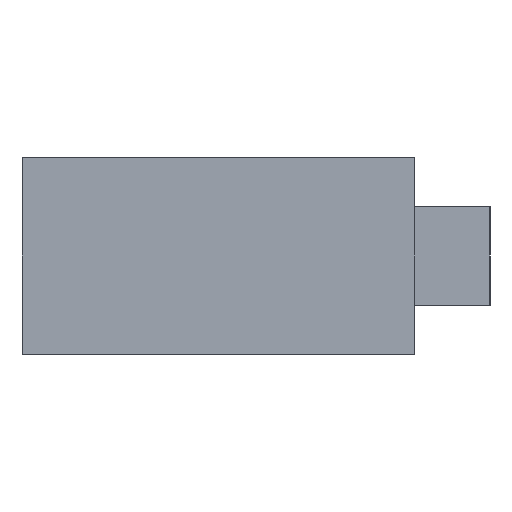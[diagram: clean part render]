
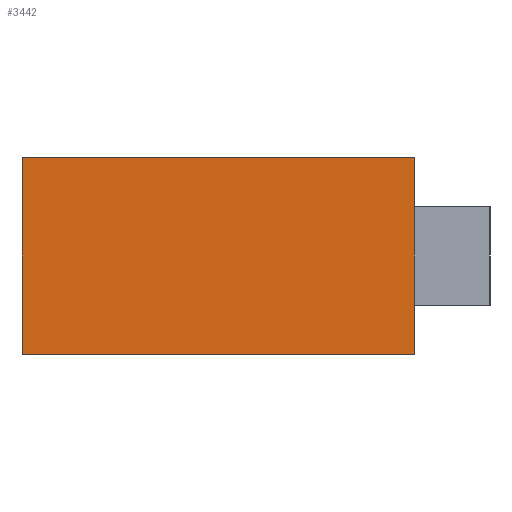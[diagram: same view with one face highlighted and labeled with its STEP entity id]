
A CAD part, left-side view. The second image highlights one B-rep face of the part: STEP entity #3442.
In plain terms, the highlighted planar face has unit normal (-1, 0, 0).
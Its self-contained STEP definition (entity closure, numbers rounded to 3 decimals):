
#382 = VERTEX_POINT ( 'NONE', #649 ) ;
#483 = AXIS2_PLACEMENT_3D ( 'NONE', #1860, #3300, #2650 ) ;
#545 = VERTEX_POINT ( 'NONE', #1209 ) ;
#649 = CARTESIAN_POINT ( 'NONE',  ( -37.5, -10.7, -6.5 ) ) ;
#839 = ORIENTED_EDGE ( 'NONE', *, *, #4124, .T. ) ;
#886 = ORIENTED_EDGE ( 'NONE', *, *, #2832, .F. ) ;
#891 = ORIENTED_EDGE ( 'NONE', *, *, #3051, .F. ) ;
#923 = ORIENTED_EDGE ( 'NONE', *, *, #2801, .T. ) ;
#980 = DIRECTION ( 'NONE',  ( 0., 0., -1. ) ) ;
#1021 = CARTESIAN_POINT ( 'NONE',  ( -37.5, -10.7, 6.5 ) ) ;
#1078 = LINE ( 'NONE', #1021, #2526 ) ;
#1104 = CARTESIAN_POINT ( 'NONE',  ( -37.5, -10.7, 6.5 ) ) ;
#1209 = CARTESIAN_POINT ( 'NONE',  ( -37.5, 15.2, -6.5 ) ) ;
#1710 = DIRECTION ( 'NONE',  ( 0., -1., 0. ) ) ;
#1734 = CARTESIAN_POINT ( 'NONE',  ( -37.5, 10.7, 6.5 ) ) ;
#1756 = LINE ( 'NONE', #3470, #1785 ) ;
#1785 = VECTOR ( 'NONE', #3467, 1000. ) ;
#1840 = DIRECTION ( 'NONE',  ( 0., -1., 0. ) ) ;
#1845 = CARTESIAN_POINT ( 'NONE',  ( -37.5, 10.7, -6.5 ) ) ;
#1860 = CARTESIAN_POINT ( 'NONE',  ( -37.5, 10.7, 6.5 ) ) ;
#2007 = CARTESIAN_POINT ( 'NONE',  ( -37.5, 15.2, 6.5 ) ) ;
#2231 = EDGE_LOOP ( 'NONE', ( #923, #891, #886, #839 ) ) ;
#2526 = VECTOR ( 'NONE', #980, 1000. ) ;
#2531 = PLANE ( 'NONE',  #483 ) ;
#2590 = FACE_OUTER_BOUND ( 'NONE', #2231, .T. ) ;
#2650 = DIRECTION ( 'NONE',  ( 0., 0., -1. ) ) ;
#2801 = EDGE_CURVE ( 'NONE', #545, #382, #3636, .T. ) ;
#2832 = EDGE_CURVE ( 'NONE', #3688, #3010, #3538, .T. ) ;
#3010 = VERTEX_POINT ( 'NONE', #1104 ) ;
#3051 = EDGE_CURVE ( 'NONE', #3010, #382, #1078, .T. ) ;
#3300 = DIRECTION ( 'NONE',  ( 1., 0., 0. ) ) ;
#3442 = ADVANCED_FACE ( 'NONE', ( #2590 ), #2531, .F. ) ;
#3467 = DIRECTION ( 'NONE',  ( 0., 0., -1. ) ) ;
#3470 = CARTESIAN_POINT ( 'NONE',  ( -37.5, 15.2, 6.5 ) ) ;
#3521 = VECTOR ( 'NONE', #1710, 1000. ) ;
#3538 = LINE ( 'NONE', #1734, #3521 ) ;
#3600 = VECTOR ( 'NONE', #1840, 1000. ) ;
#3636 = LINE ( 'NONE', #1845, #3600 ) ;
#3688 = VERTEX_POINT ( 'NONE', #2007 ) ;
#4124 = EDGE_CURVE ( 'NONE', #3688, #545, #1756, .T. ) ;
